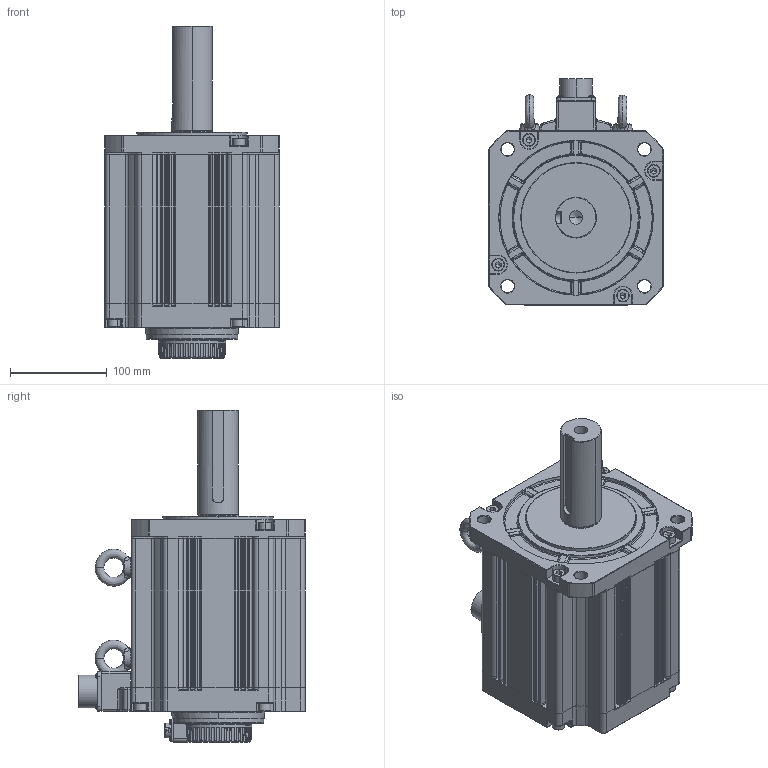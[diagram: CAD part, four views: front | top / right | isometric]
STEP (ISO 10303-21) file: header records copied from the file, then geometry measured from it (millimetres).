
FILE_DESCRIPTION (( 'STEP AP203' ), '1' );
FILE_NAME ('X2MM750A-N4LA£¨7.5KW£©.STEP', '2019-12-11T07:24:28', ( '' ), ( '' ), 'SwSTEP 2.0', 'SolidWorks 2016', '' );
FILE_SCHEMA (( 'CONFIG_CONTROL_DESIGN' ));
Products named in the file (1): X2MM750A-N4LA（7.5KW）
Bounding box: 180 x 233.9 x 343.2 mm (x, y, z)
Volume: 5981965.5 mm3; surface area: 286504.3 mm2
Topology: 1 solids, 11 shells, 2325 faces, 5930 edges, 3634 vertices
Faces by surface type: cylinder 875, plane 791, bspline 252, cone 212, torus 136, sphere 59
Entity records: 90717 total; most frequent: CARTESIAN_POINT 37035, ORIENTED_EDGE 11674, DIRECTION 10815, EDGE_CURVE 5837, AXIS2_PLACEMENT_3D 4105, VERTEX_POINT 3606, VECTOR 2605, LINE 2605
